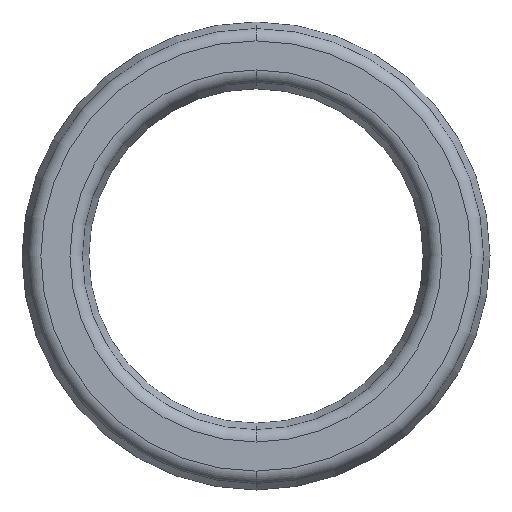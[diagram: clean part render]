
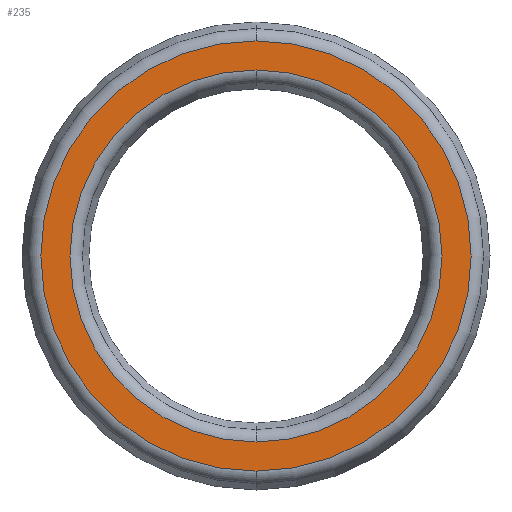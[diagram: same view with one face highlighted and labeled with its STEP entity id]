
A CAD part, front view. The second image highlights one B-rep face of the part: STEP entity #235.
In plain terms, the highlighted planar face has unit normal (0, -1, 0).
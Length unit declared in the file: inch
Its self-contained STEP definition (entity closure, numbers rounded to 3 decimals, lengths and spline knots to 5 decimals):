
#4 = CIRCLE ( 'NONE', #158, 1.00551 ) ;
#30 = EDGE_LOOP ( 'NONE', ( #40, #130 ) ) ;
#40 = ORIENTED_EDGE ( 'NONE', *, *, #213, .T. ) ;
#41 = CARTESIAN_POINT ( 'NONE',  ( 0.9375, -0.25, 0.86949 ) ) ;
#46 = VERTEX_POINT ( 'NONE', #491 ) ;
#60 = DIRECTION ( 'NONE',  ( 0., 1., 0. ) ) ;
#74 = DIRECTION ( 'NONE',  ( 0., -1., 0. ) ) ;
#77 = AXIS2_PLACEMENT_3D ( 'NONE', #93, #399, #142 ) ;
#92 = AXIS2_PLACEMENT_3D ( 'NONE', #449, #554, #552 ) ;
#93 = CARTESIAN_POINT ( 'NONE',  ( 0.9375, -0.25, 0. ) ) ;
#97 = DIRECTION ( 'NONE',  ( 0., 0., -1. ) ) ;
#100 = PLANE ( 'NONE',  #233 ) ;
#130 = ORIENTED_EDGE ( 'NONE', *, *, #633, .T. ) ;
#138 = CIRCLE ( 'NONE', #223, 0.86949 ) ;
#142 = DIRECTION ( 'NONE',  ( 0., 0., -1. ) ) ;
#154 = ORIENTED_EDGE ( 'NONE', *, *, #451, .T. ) ;
#158 = AXIS2_PLACEMENT_3D ( 'NONE', #182, #74, #386 ) ;
#182 = CARTESIAN_POINT ( 'NONE',  ( 0.9375, -0.25, 0. ) ) ;
#191 = EDGE_LOOP ( 'NONE', ( #154, #596 ) ) ;
#213 = EDGE_CURVE ( 'NONE', #396, #483, #513, .T. ) ;
#223 = AXIS2_PLACEMENT_3D ( 'NONE', #417, #60, #616 ) ;
#233 = AXIS2_PLACEMENT_3D ( 'NONE', #402, #599, #97 ) ;
#235 = ADVANCED_FACE ( 'NONE', ( #494, #496 ), #100, .T. ) ;
#259 = EDGE_CURVE ( 'NONE', #324, #46, #524, .T. ) ;
#324 = VERTEX_POINT ( 'NONE', #41 ) ;
#386 = DIRECTION ( 'NONE',  ( 0., 0., -1. ) ) ;
#396 = VERTEX_POINT ( 'NONE', #611 ) ;
#399 = DIRECTION ( 'NONE',  ( 0., 1., 0. ) ) ;
#402 = CARTESIAN_POINT ( 'NONE',  ( -0.10938, -0.25, 0. ) ) ;
#417 = CARTESIAN_POINT ( 'NONE',  ( 0.9375, -0.25, 0. ) ) ;
#449 = CARTESIAN_POINT ( 'NONE',  ( 0.9375, -0.25, 0. ) ) ;
#451 = EDGE_CURVE ( 'NONE', #46, #324, #138, .T. ) ;
#468 = CARTESIAN_POINT ( 'NONE',  ( 0.9375, -0.25, 1.00551 ) ) ;
#483 = VERTEX_POINT ( 'NONE', #468 ) ;
#491 = CARTESIAN_POINT ( 'NONE',  ( 0.9375, -0.25, -0.86949 ) ) ;
#494 = FACE_OUTER_BOUND ( 'NONE', #30, .T. ) ;
#496 = FACE_BOUND ( 'NONE', #191, .T. ) ;
#513 = CIRCLE ( 'NONE', #92, 1.00551 ) ;
#524 = CIRCLE ( 'NONE', #77, 0.86949 ) ;
#552 = DIRECTION ( 'NONE',  ( 0., 0., -1. ) ) ;
#554 = DIRECTION ( 'NONE',  ( 0., -1., 0. ) ) ;
#596 = ORIENTED_EDGE ( 'NONE', *, *, #259, .T. ) ;
#599 = DIRECTION ( 'NONE',  ( 0., -1., 0. ) ) ;
#611 = CARTESIAN_POINT ( 'NONE',  ( 0.9375, -0.25, -1.00551 ) ) ;
#616 = DIRECTION ( 'NONE',  ( 0., 0., -1. ) ) ;
#633 = EDGE_CURVE ( 'NONE', #483, #396, #4, .T. ) ;
